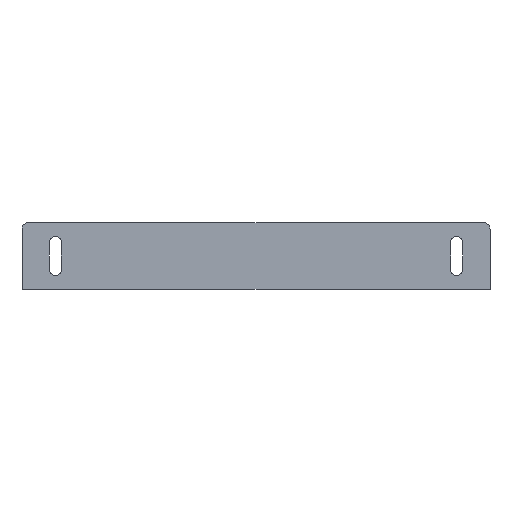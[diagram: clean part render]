
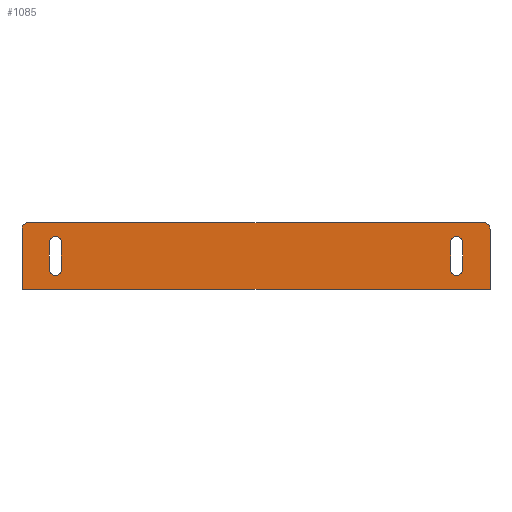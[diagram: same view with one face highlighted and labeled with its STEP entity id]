
A CAD part, front view. The second image highlights one B-rep face of the part: STEP entity #1085.
In plain terms, the highlighted planar face has unit normal (0, -1, 0).
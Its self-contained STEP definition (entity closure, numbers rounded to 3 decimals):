
#20 = AXIS2_PLACEMENT_3D ( 'NONE', #2950, #2064, #1314 ) ;
#48 = EDGE_CURVE ( 'NONE', #2133, #1610, #280, .T. ) ;
#50 = EDGE_CURVE ( 'NONE', #1336, #1870, #2267, .T. ) ;
#120 = VECTOR ( 'NONE', #954, 1000. ) ;
#130 = VECTOR ( 'NONE', #2051, 1000. ) ;
#186 = CARTESIAN_POINT ( 'NONE',  ( 154.5, -36.5, 35. ) ) ;
#232 = LINE ( 'NONE', #256, #593 ) ;
#237 = CARTESIAN_POINT ( 'NONE',  ( -145.5, -36.5, 15. ) ) ;
#256 = CARTESIAN_POINT ( 'NONE',  ( -175., -36.5, 1.5 ) ) ;
#280 = LINE ( 'NONE', #1057, #2377 ) ;
#341 = VERTEX_POINT ( 'NONE', #3529 ) ;
#446 = DIRECTION ( 'NONE',  ( 0., -1., 0. ) ) ;
#515 = DIRECTION ( 'NONE',  ( -1., 0., 0. ) ) ;
#550 = ORIENTED_EDGE ( 'NONE', *, *, #648, .F. ) ;
#555 = DIRECTION ( 'NONE',  ( 0., -1., 0. ) ) ;
#557 = CARTESIAN_POINT ( 'NONE',  ( 170., -36.5, 45. ) ) ;
#593 = VECTOR ( 'NONE', #2153, 1000. ) ;
#601 = DIRECTION ( 'NONE',  ( 1., 0., 0. ) ) ;
#631 = VERTEX_POINT ( 'NONE', #2684 ) ;
#648 = EDGE_CURVE ( 'NONE', #341, #1754, #2086, .T. ) ;
#671 = CARTESIAN_POINT ( 'NONE',  ( 150., -36.5, 35. ) ) ;
#705 = CIRCLE ( 'NONE', #2273, 4.5 ) ;
#716 = LINE ( 'NONE', #1816, #120 ) ;
#739 = FACE_BOUND ( 'NONE', #3503, .T. ) ;
#815 = VERTEX_POINT ( 'NONE', #3316 ) ;
#834 = ORIENTED_EDGE ( 'NONE', *, *, #48, .F. ) ;
#890 = CIRCLE ( 'NONE', #3026, 5. ) ;
#897 = EDGE_CURVE ( 'NONE', #1870, #1060, #3136, .T. ) ;
#929 = CIRCLE ( 'NONE', #1607, 5. ) ;
#954 = DIRECTION ( 'NONE',  ( 1., 0., 0. ) ) ;
#968 = DIRECTION ( 'NONE',  ( 0., -1., 0. ) ) ;
#1025 = CARTESIAN_POINT ( 'NONE',  ( -170., -36.5, 50. ) ) ;
#1038 = CIRCLE ( 'NONE', #1962, 4.5 ) ;
#1057 = CARTESIAN_POINT ( 'NONE',  ( -175., -36.5, 50. ) ) ;
#1060 = VERTEX_POINT ( 'NONE', #2933 ) ;
#1085 = ADVANCED_FACE ( 'NONE', ( #739, #2679, #1838 ), #3467, .F. ) ;
#1100 = CIRCLE ( 'NONE', #1219, 4.5 ) ;
#1102 = DIRECTION ( 'NONE',  ( 0., 0., -1. ) ) ;
#1161 = VERTEX_POINT ( 'NONE', #3060 ) ;
#1196 = ORIENTED_EDGE ( 'NONE', *, *, #2569, .F. ) ;
#1219 = AXIS2_PLACEMENT_3D ( 'NONE', #671, #446, #2338 ) ;
#1221 = CARTESIAN_POINT ( 'NONE',  ( 145.5, -36.5, 15. ) ) ;
#1239 = EDGE_CURVE ( 'NONE', #1860, #1161, #232, .T. ) ;
#1252 = DIRECTION ( 'NONE',  ( 0., 0., 1. ) ) ;
#1257 = EDGE_CURVE ( 'NONE', #3500, #815, #2710, .T. ) ;
#1273 = VECTOR ( 'NONE', #2750, 1000. ) ;
#1308 = DIRECTION ( 'NONE',  ( 0., -1., 0. ) ) ;
#1314 = DIRECTION ( 'NONE',  ( -1., 0., 0. ) ) ;
#1319 = CARTESIAN_POINT ( 'NONE',  ( -175., -36.5, 45. ) ) ;
#1330 = ORIENTED_EDGE ( 'NONE', *, *, #3039, .F. ) ;
#1336 = VERTEX_POINT ( 'NONE', #2827 ) ;
#1343 = CARTESIAN_POINT ( 'NONE',  ( -154.5, -36.5, 35. ) ) ;
#1397 = ORIENTED_EDGE ( 'NONE', *, *, #1631, .T. ) ;
#1509 = AXIS2_PLACEMENT_3D ( 'NONE', #1905, #1308, #3014 ) ;
#1607 = AXIS2_PLACEMENT_3D ( 'NONE', #557, #1889, #2965 ) ;
#1610 = VERTEX_POINT ( 'NONE', #2181 ) ;
#1631 = EDGE_CURVE ( 'NONE', #2133, #1860, #890, .T. ) ;
#1648 = CARTESIAN_POINT ( 'NONE',  ( -170., -36.5, 45. ) ) ;
#1670 = CARTESIAN_POINT ( 'NONE',  ( -154.5, -36.5, 35. ) ) ;
#1754 = VERTEX_POINT ( 'NONE', #3341 ) ;
#1816 = CARTESIAN_POINT ( 'NONE',  ( 175., -36.5, 0. ) ) ;
#1838 = FACE_OUTER_BOUND ( 'NONE', #2371, .T. ) ;
#1860 = VERTEX_POINT ( 'NONE', #1319 ) ;
#1865 = ORIENTED_EDGE ( 'NONE', *, *, #50, .F. ) ;
#1870 = VERTEX_POINT ( 'NONE', #237 ) ;
#1883 = DIRECTION ( 'NONE',  ( 0., 0., -1. ) ) ;
#1889 = DIRECTION ( 'NONE',  ( 0., -1., 0. ) ) ;
#1905 = CARTESIAN_POINT ( 'NONE',  ( -150., -36.5, 15. ) ) ;
#1912 = LINE ( 'NONE', #2692, #1273 ) ;
#1914 = EDGE_LOOP ( 'NONE', ( #2604, #3433, #550, #3109 ) ) ;
#1929 = EDGE_CURVE ( 'NONE', #2443, #341, #705, .T. ) ;
#1962 = AXIS2_PLACEMENT_3D ( 'NONE', #1972, #3082, #601 ) ;
#1972 = CARTESIAN_POINT ( 'NONE',  ( -150., -36.5, 35. ) ) ;
#2051 = DIRECTION ( 'NONE',  ( 0., 0., 1. ) ) ;
#2064 = DIRECTION ( 'NONE',  ( 0., 1., 0. ) ) ;
#2069 = DIRECTION ( 'NONE',  ( -1., 0., 0. ) ) ;
#2086 = LINE ( 'NONE', #186, #3242 ) ;
#2133 = VERTEX_POINT ( 'NONE', #1025 ) ;
#2153 = DIRECTION ( 'NONE',  ( 0., 0., -1. ) ) ;
#2181 = CARTESIAN_POINT ( 'NONE',  ( 170., -36.5, 50. ) ) ;
#2186 = CARTESIAN_POINT ( 'NONE',  ( 175., -36.5, 1.5 ) ) ;
#2267 = CIRCLE ( 'NONE', #1509, 4.5 ) ;
#2273 = AXIS2_PLACEMENT_3D ( 'NONE', #2618, #968, #2069 ) ;
#2338 = DIRECTION ( 'NONE',  ( -1., 0., 0. ) ) ;
#2371 = EDGE_LOOP ( 'NONE', ( #2824, #3344, #834, #1397, #3162, #3560 ) ) ;
#2377 = VECTOR ( 'NONE', #3282, 1000. ) ;
#2443 = VERTEX_POINT ( 'NONE', #1221 ) ;
#2569 = EDGE_CURVE ( 'NONE', #3483, #1336, #2666, .T. ) ;
#2604 = ORIENTED_EDGE ( 'NONE', *, *, #3212, .F. ) ;
#2607 = CARTESIAN_POINT ( 'NONE',  ( -145.5, -36.5, 35. ) ) ;
#2618 = CARTESIAN_POINT ( 'NONE',  ( 150., -36.5, 15. ) ) ;
#2666 = LINE ( 'NONE', #1343, #3349 ) ;
#2679 = FACE_BOUND ( 'NONE', #1914, .T. ) ;
#2684 = CARTESIAN_POINT ( 'NONE',  ( 145.5, -36.5, 35. ) ) ;
#2692 = CARTESIAN_POINT ( 'NONE',  ( 145.5, -36.5, 35. ) ) ;
#2710 = LINE ( 'NONE', #2186, #2732 ) ;
#2732 = VECTOR ( 'NONE', #1102, 1000. ) ;
#2750 = DIRECTION ( 'NONE',  ( 0., 0., -1. ) ) ;
#2824 = ORIENTED_EDGE ( 'NONE', *, *, #1257, .F. ) ;
#2827 = CARTESIAN_POINT ( 'NONE',  ( -154.5, -36.5, 15. ) ) ;
#2933 = CARTESIAN_POINT ( 'NONE',  ( -145.5, -36.5, 35. ) ) ;
#2950 = CARTESIAN_POINT ( 'NONE',  ( 175., -36.5, 1.5 ) ) ;
#2965 = DIRECTION ( 'NONE',  ( -1., 0., 0. ) ) ;
#3014 = DIRECTION ( 'NONE',  ( 1., 0., 0. ) ) ;
#3026 = AXIS2_PLACEMENT_3D ( 'NONE', #1648, #555, #515 ) ;
#3039 = EDGE_CURVE ( 'NONE', #1060, #3483, #1038, .T. ) ;
#3060 = CARTESIAN_POINT ( 'NONE',  ( -175., -36.5, 0. ) ) ;
#3082 = DIRECTION ( 'NONE',  ( 0., -1., 0. ) ) ;
#3095 = CARTESIAN_POINT ( 'NONE',  ( 175., -36.5, 45. ) ) ;
#3109 = ORIENTED_EDGE ( 'NONE', *, *, #1929, .F. ) ;
#3136 = LINE ( 'NONE', #2607, #130 ) ;
#3162 = ORIENTED_EDGE ( 'NONE', *, *, #1239, .T. ) ;
#3168 = EDGE_CURVE ( 'NONE', #1754, #631, #1100, .T. ) ;
#3212 = EDGE_CURVE ( 'NONE', #631, #2443, #1912, .T. ) ;
#3242 = VECTOR ( 'NONE', #1252, 1000. ) ;
#3282 = DIRECTION ( 'NONE',  ( 1., 0., 0. ) ) ;
#3295 = EDGE_CURVE ( 'NONE', #3500, #1610, #929, .T. ) ;
#3315 = ORIENTED_EDGE ( 'NONE', *, *, #897, .F. ) ;
#3316 = CARTESIAN_POINT ( 'NONE',  ( 175., -36.5, 0. ) ) ;
#3341 = CARTESIAN_POINT ( 'NONE',  ( 154.5, -36.5, 35. ) ) ;
#3344 = ORIENTED_EDGE ( 'NONE', *, *, #3295, .T. ) ;
#3349 = VECTOR ( 'NONE', #1883, 1000. ) ;
#3433 = ORIENTED_EDGE ( 'NONE', *, *, #3168, .F. ) ;
#3467 = PLANE ( 'NONE',  #20 ) ;
#3483 = VERTEX_POINT ( 'NONE', #1670 ) ;
#3500 = VERTEX_POINT ( 'NONE', #3095 ) ;
#3503 = EDGE_LOOP ( 'NONE', ( #1196, #1330, #3315, #1865 ) ) ;
#3529 = CARTESIAN_POINT ( 'NONE',  ( 154.5, -36.5, 15. ) ) ;
#3534 = EDGE_CURVE ( 'NONE', #1161, #815, #716, .T. ) ;
#3560 = ORIENTED_EDGE ( 'NONE', *, *, #3534, .T. ) ;
